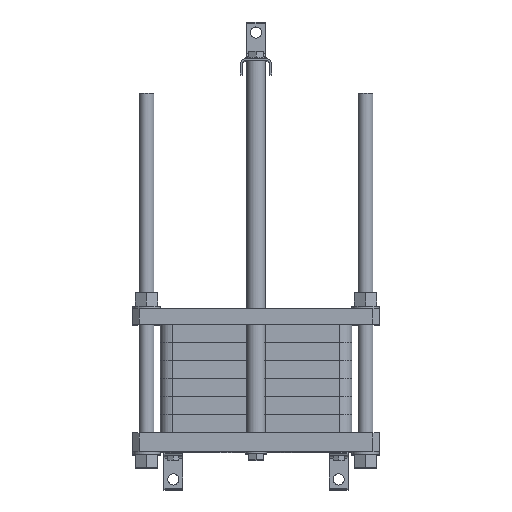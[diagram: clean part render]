
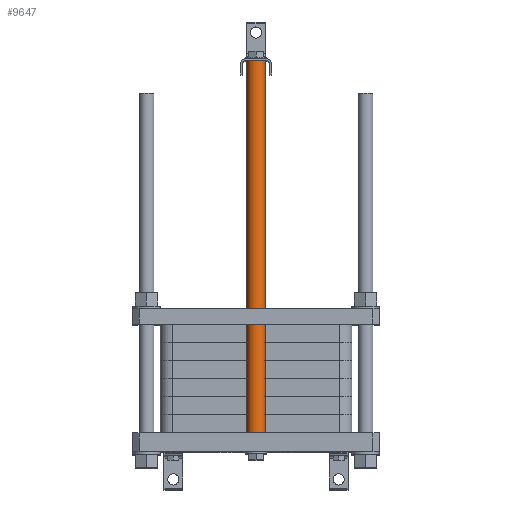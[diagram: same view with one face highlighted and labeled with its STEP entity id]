
A CAD part, top view. The second image highlights one B-rep face of the part: STEP entity #9647.
In plain terms, the highlighted cylindrical face has radius 15 mm (diameter 30 mm), a full revolution.
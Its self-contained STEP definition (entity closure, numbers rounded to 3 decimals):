
#3098=FACE_BOUND('',#4026,.T.);
#3333=CYLINDRICAL_SURFACE('',#10171,15.);
#3535=FACE_OUTER_BOUND('',#4025,.T.);
#4025=EDGE_LOOP('',(#7376));
#4026=EDGE_LOOP('',(#7377));
#4655=CIRCLE('',#10084,15.);
#4689=CIRCLE('',#10172,15.);
#5213=VERTEX_POINT('',#14221);
#5295=VERTEX_POINT('',#14480);
#5999=EDGE_CURVE('',#5213,#5213,#4655,.T.);
#6122=EDGE_CURVE('',#5295,#5295,#4689,.T.);
#7376=ORIENTED_EDGE('',*,*,#5999,.T.);
#7377=ORIENTED_EDGE('',*,*,#6122,.F.);
#9647=ADVANCED_FACE('',(#3535,#3098),#3333,.T.);
#10084=AXIS2_PLACEMENT_3D('',#14222,#11158,#11159);
#10171=AXIS2_PLACEMENT_3D('',#14479,#11421,#11422);
#10172=AXIS2_PLACEMENT_3D('',#14481,#11423,#11424);
#11158=DIRECTION('center_axis',(0.,-1.,0.));
#11159=DIRECTION('ref_axis',(-1.,0.,0.));
#11421=DIRECTION('center_axis',(0.,1.,0.));
#11422=DIRECTION('ref_axis',(-1.,0.,0.));
#11423=DIRECTION('center_axis',(0.,-1.,0.));
#11424=DIRECTION('ref_axis',(-1.,0.,0.));
#14221=CARTESIAN_POINT('',(15.,597.,885.5));
#14222=CARTESIAN_POINT('Origin',(0.,597.,885.5));
#14479=CARTESIAN_POINT('Origin',(0.,0.,
885.5));
#14480=CARTESIAN_POINT('',(15.,0.,885.5));
#14481=CARTESIAN_POINT('Origin',(0.,0.,
885.5));
